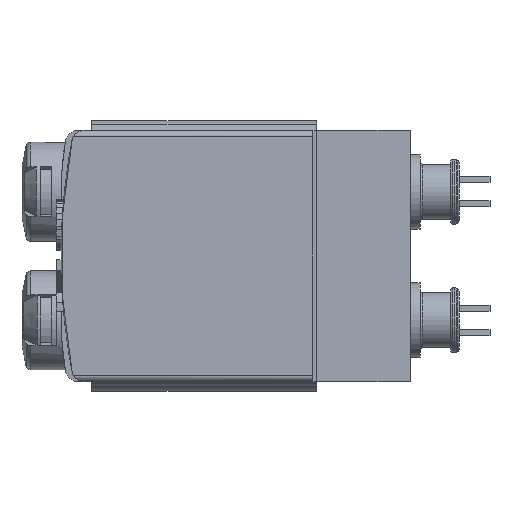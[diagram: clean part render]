
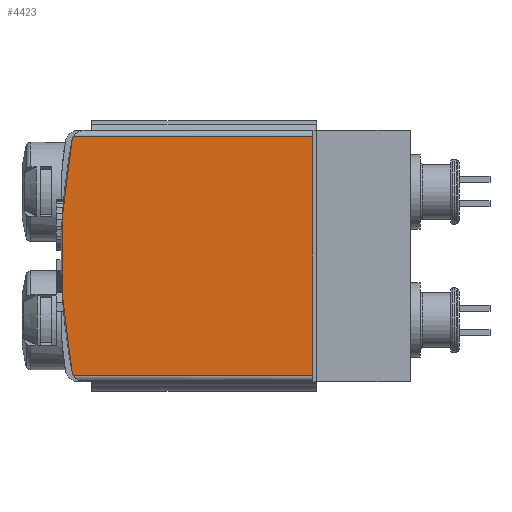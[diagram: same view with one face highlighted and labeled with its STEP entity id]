
A CAD part, left-side view. The second image highlights one B-rep face of the part: STEP entity #4423.
In plain terms, the highlighted planar face has unit normal (-1, 0, 0).
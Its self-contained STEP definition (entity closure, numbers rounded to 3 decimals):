
#38=PLANE('',#4832);
#321=LINE('',#7041,#736);
#323=LINE('',#7044,#738);
#324=LINE('',#7046,#739);
#736=VECTOR('',#5536,1000.);
#738=VECTOR('',#5540,1000.);
#739=VECTOR('',#5541,1000.);
#1379=ORIENTED_EDGE('',*,*,#2679,.F.);
#1380=ORIENTED_EDGE('',*,*,#2680,.F.);
#1381=ORIENTED_EDGE('',*,*,#2681,.F.);
#1382=ORIENTED_EDGE('',*,*,#2547,.F.);
#1383=ORIENTED_EDGE('',*,*,#2675,.F.);
#1384=ORIENTED_EDGE('',*,*,#2677,.T.);
#2547=EDGE_CURVE('',#3203,#3204,#3581,.T.);
#2675=EDGE_CURVE('',#3321,#3203,#3634,.T.);
#2677=EDGE_CURVE('',#3321,#3322,#321,.T.);
#2679=EDGE_CURVE('',#3324,#3322,#323,.T.);
#2680=EDGE_CURVE('',#3325,#3324,#324,.T.);
#2681=EDGE_CURVE('',#3204,#3325,#3636,.T.);
#3203=VERTEX_POINT('',#6733);
#3204=VERTEX_POINT('',#6735);
#3321=VERTEX_POINT('',#7035);
#3322=VERTEX_POINT('',#7039);
#3324=VERTEX_POINT('',#7045);
#3325=VERTEX_POINT('',#7047);
#3581=CIRCLE('',#4756,50.);
#3634=CIRCLE('',#4829,1.);
#3636=CIRCLE('',#4833,1.);
#3754=EDGE_LOOP('',(#1379,#1380,#1381,#1382,#1383,#1384));
#4072=FACE_BOUND('',#3754,.T.);
#4423=ADVANCED_FACE('',(#4072),#38,.F.);
#4756=AXIS2_PLACEMENT_3D('',#6734,#5322,#5323);
#4829=AXIS2_PLACEMENT_3D('',#7036,#5530,#5531);
#4832=AXIS2_PLACEMENT_3D('',#7043,#5538,#5539);
#4833=AXIS2_PLACEMENT_3D('',#7048,#5542,#5543);
#5322=DIRECTION('',(1.,0.,0.));
#5323=DIRECTION('',(0.,0.,-1.));
#5530=DIRECTION('',(1.,0.,0.));
#5531=DIRECTION('',(0.,0.,-1.));
#5536=DIRECTION('',(0.,-1.,0.));
#5538=DIRECTION('',(1.,0.,0.));
#5539=DIRECTION('',(0.,0.,-1.));
#5540=DIRECTION('',(0.,0.,-1.));
#5541=DIRECTION('',(0.,-1.,0.));
#5542=DIRECTION('',(1.,0.,0.));
#5543=DIRECTION('',(0.,0.,-1.));
#6733=CARTESIAN_POINT('',(0.,19.951,-9.439));
#6734=CARTESIAN_POINT('',(0.,-29.15,0.));
#6735=CARTESIAN_POINT('',(0.,19.951,9.439));
#7035=CARTESIAN_POINT('',(0.,19.835,-9.75));
#7036=CARTESIAN_POINT('',(0.,18.969,-9.25));
#7039=CARTESIAN_POINT('',(0.,0.3,-9.75));
#7041=CARTESIAN_POINT('',(0.,23.,-9.75));
#7043=CARTESIAN_POINT('',(0.,23.,-9.75));
#7044=CARTESIAN_POINT('',(0.,0.3,-9.75));
#7045=CARTESIAN_POINT('',(0.,0.3,9.75));
#7046=CARTESIAN_POINT('',(0.,23.,9.75));
#7047=CARTESIAN_POINT('',(0.,19.835,9.75));
#7048=CARTESIAN_POINT('',(0.,18.969,9.25));
